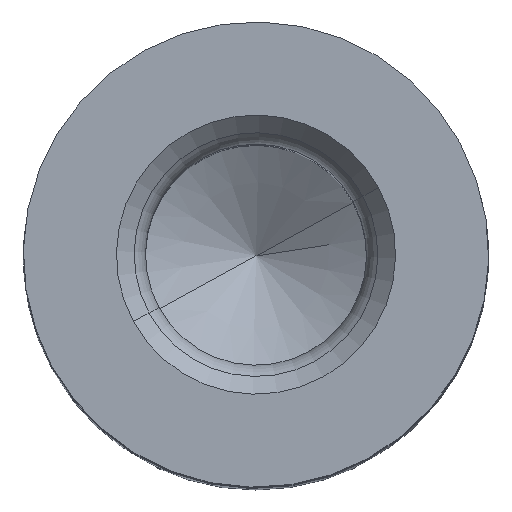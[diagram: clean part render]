
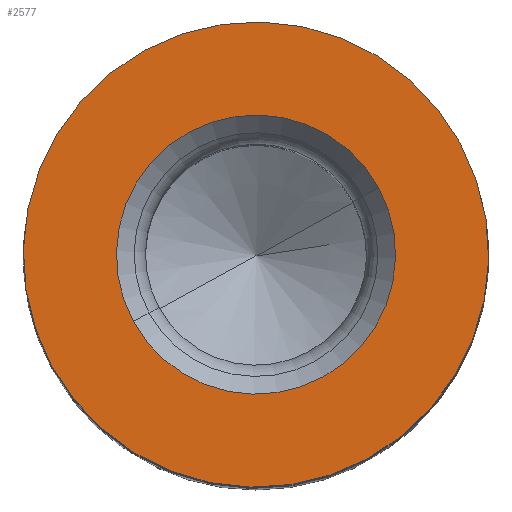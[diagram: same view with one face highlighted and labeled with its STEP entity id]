
A CAD part, top view. The second image highlights one B-rep face of the part: STEP entity #2577.
In plain terms, the highlighted planar face has unit normal (0, 0, 1).
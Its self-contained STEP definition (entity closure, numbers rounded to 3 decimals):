
#2477=AXIS2_PLACEMENT_3D('Circle Axis2P3D',#2475,#2476,$) ;
#2496=AXIS2_PLACEMENT_3D('Circle Axis2P3D',#2494,#2495,$) ;
#2553=AXIS2_PLACEMENT_3D('Plane Axis2P3D',#2550,#2551,#2552) ;
#2557=AXIS2_PLACEMENT_3D('Circle Axis2P3D',#2555,#2556,$) ;
#2566=AXIS2_PLACEMENT_3D('Circle Axis2P3D',#2564,#2565,$) ;
#2472=CARTESIAN_POINT('Vertex',(1.42,2.137,23.5)) ;
#2475=CARTESIAN_POINT('Axis2P3D Location',(3.,3.,23.5)) ;
#2479=CARTESIAN_POINT('Vertex',(4.58,3.863,23.5)) ;
#2494=CARTESIAN_POINT('Axis2P3D Location',(3.,3.,23.5)) ;
#2550=CARTESIAN_POINT('Axis2P3D Location',(0.,3.,23.5)) ;
#2555=CARTESIAN_POINT('Axis2P3D Location',(3.,3.,23.5)) ;
#2559=CARTESIAN_POINT('Vertex',(5.633,4.438,23.5)) ;
#2561=CARTESIAN_POINT('Vertex',(0.367,1.562,23.5)) ;
#2564=CARTESIAN_POINT('Axis2P3D Location',(3.,3.,23.5)) ;
#2476=DIRECTION('Axis2P3D Direction',(0.,0.,1.)) ;
#2495=DIRECTION('Axis2P3D Direction',(0.,0.,1.)) ;
#2551=DIRECTION('Axis2P3D Direction',(0.,0.,1.)) ;
#2552=DIRECTION('Axis2P3D XDirection',(1.,0.,0.)) ;
#2556=DIRECTION('Axis2P3D Direction',(0.,0.,1.)) ;
#2565=DIRECTION('Axis2P3D Direction',(0.,0.,1.)) ;
#2570=ORIENTED_EDGE('',*,*,#2563,.T.) ;
#2571=ORIENTED_EDGE('',*,*,#2568,.T.) ;
#2574=ORIENTED_EDGE('',*,*,#2481,.F.) ;
#2575=ORIENTED_EDGE('',*,*,#2498,.F.) ;
#2576=FACE_BOUND('',#2573,.T.) ;
#2577=ADVANCED_FACE('Hauptk\X2\00F6\X0\rper',(#2572,#2576),#2554,.T.) ;
#2478=CIRCLE('generated circle',#2477,1.8) ;
#2497=CIRCLE('generated circle',#2496,1.8) ;
#2558=CIRCLE('generated circle',#2557,3.) ;
#2567=CIRCLE('generated circle',#2566,3.) ;
#2481=EDGE_CURVE('',#2473,#2480,#2478,.T.) ;
#2498=EDGE_CURVE('',#2480,#2473,#2497,.T.) ;
#2563=EDGE_CURVE('',#2560,#2562,#2558,.T.) ;
#2568=EDGE_CURVE('',#2562,#2560,#2567,.T.) ;
#2569=EDGE_LOOP('',(#2570,#2571)) ;
#2573=EDGE_LOOP('',(#2574,#2575)) ;
#2572=FACE_OUTER_BOUND('',#2569,.T.) ;
#2554=PLANE('',#2553) ;
#2473=VERTEX_POINT('',#2472) ;
#2480=VERTEX_POINT('',#2479) ;
#2560=VERTEX_POINT('',#2559) ;
#2562=VERTEX_POINT('',#2561) ;
